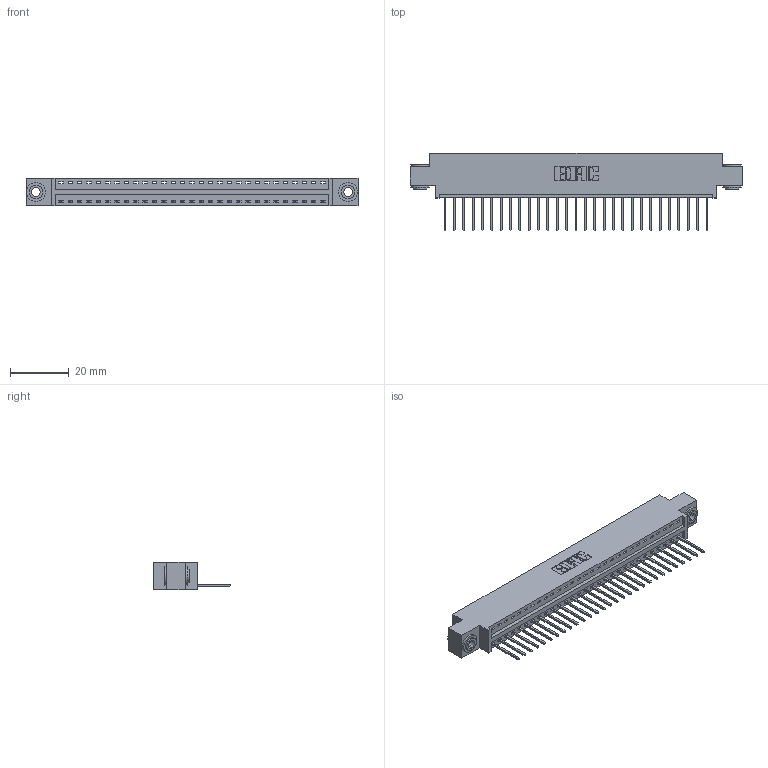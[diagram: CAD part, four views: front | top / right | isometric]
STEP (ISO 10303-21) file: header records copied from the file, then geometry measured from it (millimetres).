
FILE_DESCRIPTION (( 'STEP AP203' ), '1' );
FILE_NAME ('396-029-522-603.STEP', '2018-09-05T05:05:14', ( '' ), ( '' ), 'SwSTEP 2.0', 'SolidWorks 2016', '' );
FILE_SCHEMA (( 'CONFIG_CONTROL_DESIGN' ));
Length unit declared in the file: inch
Products named in the file (4): 396-029-522-603; 346 Part_0.170 Offset - 0.156 Dia-TH; 345-292-001_345-293-122; 345-250-002_345-250-002-102
Assembly tree (32 placements, depth 2):
  396-029-522-603
    346 Part_0.170 Offset - 0.156 Dia-TH
    345-292-001_345-293-122  x29
    345-250-002_345-250-002-102  x2
Bounding box: 112.65 x 26.42 x 9.4 mm (x, y, z)
Volume: 10561.8 mm3; surface area: 13546.9 mm2
Topology: 32 solids, 32 shells, 1846 faces, 5521 edges, 3638 vertices
Faces by surface type: plane 1250, cylinder 588, cone 8
Entity records: 20548 total; most frequent: CARTESIAN_POINT 3506, ORIENTED_EDGE 3462, DIRECTION 3139, EDGE_CURVE 1731, LINE 1459, VECTOR 1459, VERTEX_POINT 1150, AXIS2_PLACEMENT_3D 840
